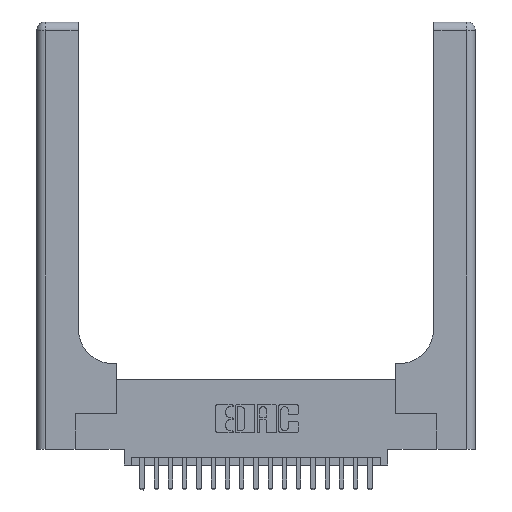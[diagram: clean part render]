
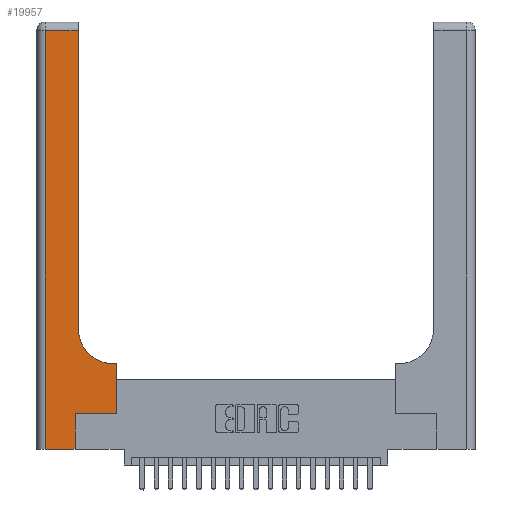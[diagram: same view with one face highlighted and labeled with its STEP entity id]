
A CAD part, top view. The second image highlights one B-rep face of the part: STEP entity #19957.
In plain terms, the highlighted planar face has unit normal (0, 0, 1).
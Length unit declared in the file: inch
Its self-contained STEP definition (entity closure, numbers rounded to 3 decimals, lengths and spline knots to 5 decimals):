
#99 = VERTEX_POINT ( 'NONE', #13541 ) ;
#132 = ORIENTED_EDGE ( 'NONE', *, *, #11248, .T. ) ;
#173 = ORIENTED_EDGE ( 'NONE', *, *, #20048, .T. ) ;
#849 = LINE ( 'NONE', #1451, #16985 ) ;
#1079 = CARTESIAN_POINT ( 'NONE',  ( 0., 3., 0.37 ) ) ;
#1387 = DIRECTION ( 'NONE',  ( -1., 0., 0. ) ) ;
#1451 = CARTESIAN_POINT ( 'NONE',  ( 0.2915, 0.6, 0.37 ) ) ;
#1540 = EDGE_CURVE ( 'NONE', #13954, #17927, #20316, .T. ) ;
#1653 = VECTOR ( 'NONE', #4443, 39.37008 ) ;
#2067 = VERTEX_POINT ( 'NONE', #20263 ) ;
#2130 = VECTOR ( 'NONE', #5329, 39.37008 ) ;
#2136 = ORIENTED_EDGE ( 'NONE', *, *, #1540, .T. ) ;
#2171 = AXIS2_PLACEMENT_3D ( 'NONE', #1079, #7773, #13046 ) ;
#2352 = FACE_OUTER_BOUND ( 'NONE', #11648, .T. ) ;
#2821 = EDGE_CURVE ( 'NONE', #10038, #99, #7653, .T. ) ;
#3273 = DIRECTION ( 'NONE',  ( 0., 0., -1. ) ) ;
#3337 = LINE ( 'NONE', #5769, #8184 ) ;
#3618 = CARTESIAN_POINT ( 'NONE',  ( 0.06, 3., 0.37 ) ) ;
#3798 = EDGE_CURVE ( 'NONE', #5499, #15587, #3337, .T. ) ;
#4236 = VERTEX_POINT ( 'NONE', #4248 ) ;
#4248 = CARTESIAN_POINT ( 'NONE',  ( 0.5415, 0.6, 0.37 ) ) ;
#4423 = ORIENTED_EDGE ( 'NONE', *, *, #19914, .T. ) ;
#4443 = DIRECTION ( 'NONE',  ( 1., 0., 0. ) ) ;
#5099 = LINE ( 'NONE', #3618, #2130 ) ;
#5329 = DIRECTION ( 'NONE',  ( 0., -1., 0. ) ) ;
#5499 = VERTEX_POINT ( 'NONE', #10741 ) ;
#5769 = CARTESIAN_POINT ( 'NONE',  ( 0.2915, 3., 0.37 ) ) ;
#6838 = CARTESIAN_POINT ( 'NONE',  ( 0.269, 0.25, 0.37 ) ) ;
#7190 = CARTESIAN_POINT ( 'NONE',  ( 0.06, 0., 0.37 ) ) ;
#7465 = LINE ( 'NONE', #15269, #9061 ) ;
#7636 = EDGE_CURVE ( 'NONE', #4236, #5499, #12382, .T. ) ;
#7653 = LINE ( 'NONE', #13255, #19195 ) ;
#7773 = DIRECTION ( 'NONE',  ( 0., 0., -1. ) ) ;
#8184 = VECTOR ( 'NONE', #14459, 39.37008 ) ;
#8188 = CARTESIAN_POINT ( 'NONE',  ( 0.06, 2.94, 0.37 ) ) ;
#8279 = VERTEX_POINT ( 'NONE', #8188 ) ;
#8336 = EDGE_CURVE ( 'NONE', #2067, #10038, #20151, .T. ) ;
#8726 = CARTESIAN_POINT ( 'NONE',  ( 0.5585, 0.25, 0.37 ) ) ;
#9061 = VECTOR ( 'NONE', #15052, 39.37008 ) ;
#9327 = ORIENTED_EDGE ( 'NONE', *, *, #8336, .T. ) ;
#9329 = ORIENTED_EDGE ( 'NONE', *, *, #17417, .T. ) ;
#10038 = VERTEX_POINT ( 'NONE', #8726 ) ;
#10173 = VECTOR ( 'NONE', #18265, 39.37008 ) ;
#10741 = CARTESIAN_POINT ( 'NONE',  ( 0.2915, 0.85, 0.37 ) ) ;
#10960 = CARTESIAN_POINT ( 'NONE',  ( 0.269, 0., 0.37 ) ) ;
#11248 = EDGE_CURVE ( 'NONE', #8279, #13954, #5099, .T. ) ;
#11648 = EDGE_LOOP ( 'NONE', ( #16365, #4423, #132, #2136, #173, #9327, #19653, #9329, #20420 ) ) ;
#12382 = CIRCLE ( 'NONE', #18001, 0.25 ) ;
#13046 = DIRECTION ( 'NONE',  ( -1., 0., 0. ) ) ;
#13137 = CARTESIAN_POINT ( 'NONE',  ( 0.2915, 2.94, 0.37 ) ) ;
#13255 = CARTESIAN_POINT ( 'NONE',  ( 0.5585, 0.25, 0.37 ) ) ;
#13541 = CARTESIAN_POINT ( 'NONE',  ( 0.5585, 0.6, 0.37 ) ) ;
#13954 = VERTEX_POINT ( 'NONE', #7190 ) ;
#14459 = DIRECTION ( 'NONE',  ( 0., 1., 0. ) ) ;
#14505 = DIRECTION ( 'NONE',  ( 1., 0., 0. ) ) ;
#14584 = PLANE ( 'NONE',  #2171 ) ;
#14818 = CARTESIAN_POINT ( 'NONE',  ( 0., 2.94, 0.37 ) ) ;
#15052 = DIRECTION ( 'NONE',  ( 0., 1., 0. ) ) ;
#15269 = CARTESIAN_POINT ( 'NONE',  ( 0.269, 0., 0.37 ) ) ;
#15587 = VERTEX_POINT ( 'NONE', #13137 ) ;
#16365 = ORIENTED_EDGE ( 'NONE', *, *, #3798, .T. ) ;
#16985 = VECTOR ( 'NONE', #1387, 39.37008 ) ;
#17031 = DIRECTION ( 'NONE',  ( 1., 0., 0. ) ) ;
#17417 = EDGE_CURVE ( 'NONE', #99, #4236, #849, .T. ) ;
#17927 = VERTEX_POINT ( 'NONE', #10960 ) ;
#17950 = LINE ( 'NONE', #14818, #10173 ) ;
#18001 = AXIS2_PLACEMENT_3D ( 'NONE', #22051, #3273, #17031 ) ;
#18265 = DIRECTION ( 'NONE',  ( -1., 0., 0. ) ) ;
#19195 = VECTOR ( 'NONE', #21176, 39.37008 ) ;
#19653 = ORIENTED_EDGE ( 'NONE', *, *, #2821, .T. ) ;
#19914 = EDGE_CURVE ( 'NONE', #15587, #8279, #17950, .T. ) ;
#19957 = ADVANCED_FACE ( 'NONE', ( #2352 ), #14584, .F. ) ;
#20048 = EDGE_CURVE ( 'NONE', #17927, #2067, #7465, .T. ) ;
#20151 = LINE ( 'NONE', #6838, #1653 ) ;
#20263 = CARTESIAN_POINT ( 'NONE',  ( 0.269, 0.25, 0.37 ) ) ;
#20316 = LINE ( 'NONE', #21582, #22154 ) ;
#20420 = ORIENTED_EDGE ( 'NONE', *, *, #7636, .T. ) ;
#21176 = DIRECTION ( 'NONE',  ( 0., 1., 0. ) ) ;
#21582 = CARTESIAN_POINT ( 'NONE',  ( 0., 0., 0.37 ) ) ;
#22051 = CARTESIAN_POINT ( 'NONE',  ( 0.5415, 0.85, 0.37 ) ) ;
#22154 = VECTOR ( 'NONE', #14505, 39.37008 ) ;
